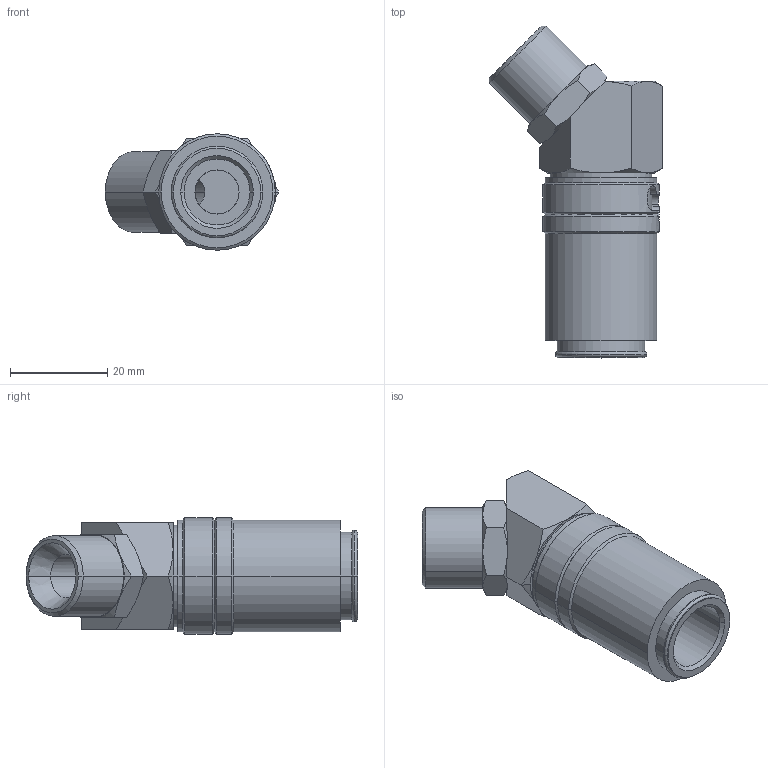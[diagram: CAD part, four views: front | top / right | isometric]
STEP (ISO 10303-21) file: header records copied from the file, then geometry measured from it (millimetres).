
FILE_DESCRIPTION(('STEP AP214'),'1');
FILE_NAME('esdt38al45ab.stp','2020-04-22T06:13:28',('TraceParts'),('TraceParts S.A.'),'Spatial InterOp 3D',' ',' ');
FILE_SCHEMA(('automotive_design'));
Length unit declared in the file: millimetre
Products named in the file (1): 1
Bounding box: 35.72 x 68.4 x 24 mm (x, y, z)
Volume: 19882.4 mm3; surface area: 8124.7 mm2
Topology: 1 solids, 1 shells, 114 faces, 270 edges, 163 vertices
Faces by surface type: cone 44, plane 34, cylinder 32, torus 4
Entity records: 4940 total; most frequent: CARTESIAN_POINT 1516, ORIENTED_EDGE 540, DIRECTION 526, EDGE_CURVE 270, AXIS2_PLACEMENT_3D 217, VERTEX_POINT 163, EDGE_LOOP 121, STYLED_ITEM 114
